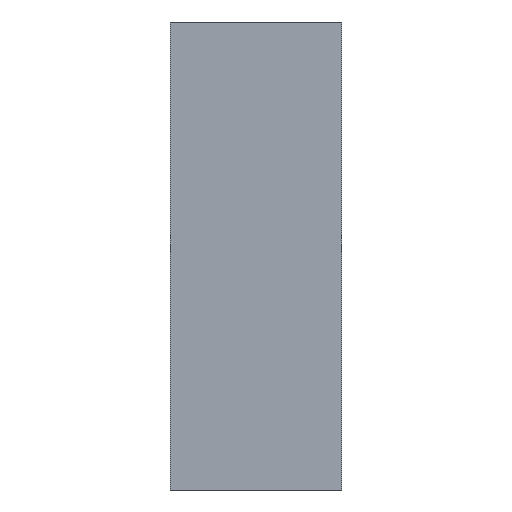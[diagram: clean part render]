
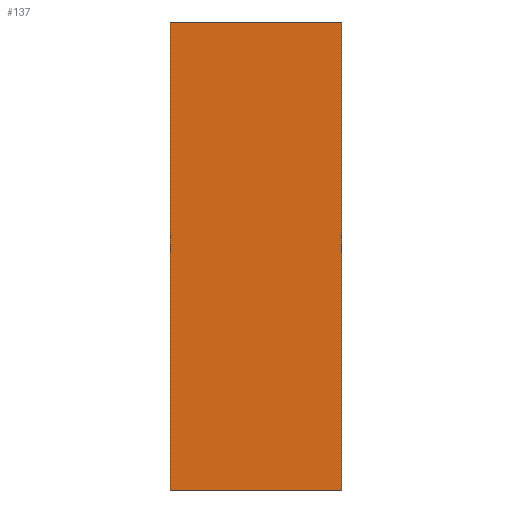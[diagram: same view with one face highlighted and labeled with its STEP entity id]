
A CAD part, front view. The second image highlights one B-rep face of the part: STEP entity #137.
In plain terms, the highlighted planar face has unit normal (0, -1, 0).
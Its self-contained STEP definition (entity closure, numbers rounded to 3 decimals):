
#8 = CARTESIAN_POINT ( 'NONE',  ( 55., -6., 150. ) ) ;
#11 = VECTOR ( 'NONE', #124, 1000. ) ;
#14 = FACE_OUTER_BOUND ( 'NONE', #20, .T. ) ;
#19 = EDGE_CURVE ( 'NONE', #64, #174, #108, .T. ) ;
#20 = EDGE_LOOP ( 'NONE', ( #92, #21, #118, #133 ) ) ;
#21 = ORIENTED_EDGE ( 'NONE', *, *, #19, .F. ) ;
#28 = VECTOR ( 'NONE', #33, 1000. ) ;
#30 = LINE ( 'NONE', #70, #11 ) ;
#33 = DIRECTION ( 'NONE',  ( 1., 0., 0. ) ) ;
#41 = CARTESIAN_POINT ( 'NONE',  ( -55., -6., -150. ) ) ;
#56 = CARTESIAN_POINT ( 'NONE',  ( -55., -6., -150. ) ) ;
#59 = LINE ( 'NONE', #68, #172 ) ;
#64 = VERTEX_POINT ( 'NONE', #168 ) ;
#68 = CARTESIAN_POINT ( 'NONE',  ( -55., -6., 150. ) ) ;
#70 = CARTESIAN_POINT ( 'NONE',  ( 55., -6., -150. ) ) ;
#78 = EDGE_CURVE ( 'NONE', #174, #158, #59, .T. ) ;
#84 = CARTESIAN_POINT ( 'NONE',  ( 55., -6., -150. ) ) ;
#87 = DIRECTION ( 'NONE',  ( 1., 0., 0. ) ) ;
#91 = EDGE_CURVE ( 'NONE', #64, #95, #122, .T. ) ;
#92 = ORIENTED_EDGE ( 'NONE', *, *, #78, .F. ) ;
#95 = VERTEX_POINT ( 'NONE', #84 ) ;
#99 = AXIS2_PLACEMENT_3D ( 'NONE', #56, #110, #164 ) ;
#100 = PLANE ( 'NONE',  #99 ) ;
#106 = DIRECTION ( 'NONE',  ( 0., 0., 1. ) ) ;
#108 = LINE ( 'NONE', #148, #143 ) ;
#110 = DIRECTION ( 'NONE',  ( 0., -1., 0. ) ) ;
#118 = ORIENTED_EDGE ( 'NONE', *, *, #91, .T. ) ;
#122 = LINE ( 'NONE', #41, #28 ) ;
#124 = DIRECTION ( 'NONE',  ( 0., 0., 1. ) ) ;
#133 = ORIENTED_EDGE ( 'NONE', *, *, #176, .T. ) ;
#137 = ADVANCED_FACE ( 'NONE', ( #14 ), #100, .T. ) ;
#143 = VECTOR ( 'NONE', #106, 1000. ) ;
#148 = CARTESIAN_POINT ( 'NONE',  ( -55., -6., -150. ) ) ;
#152 = CARTESIAN_POINT ( 'NONE',  ( -55., -6., 150. ) ) ;
#158 = VERTEX_POINT ( 'NONE', #8 ) ;
#164 = DIRECTION ( 'NONE',  ( 0., 0., -1. ) ) ;
#168 = CARTESIAN_POINT ( 'NONE',  ( -55., -6., -150. ) ) ;
#172 = VECTOR ( 'NONE', #87, 1000. ) ;
#174 = VERTEX_POINT ( 'NONE', #152 ) ;
#176 = EDGE_CURVE ( 'NONE', #95, #158, #30, .T. ) ;
